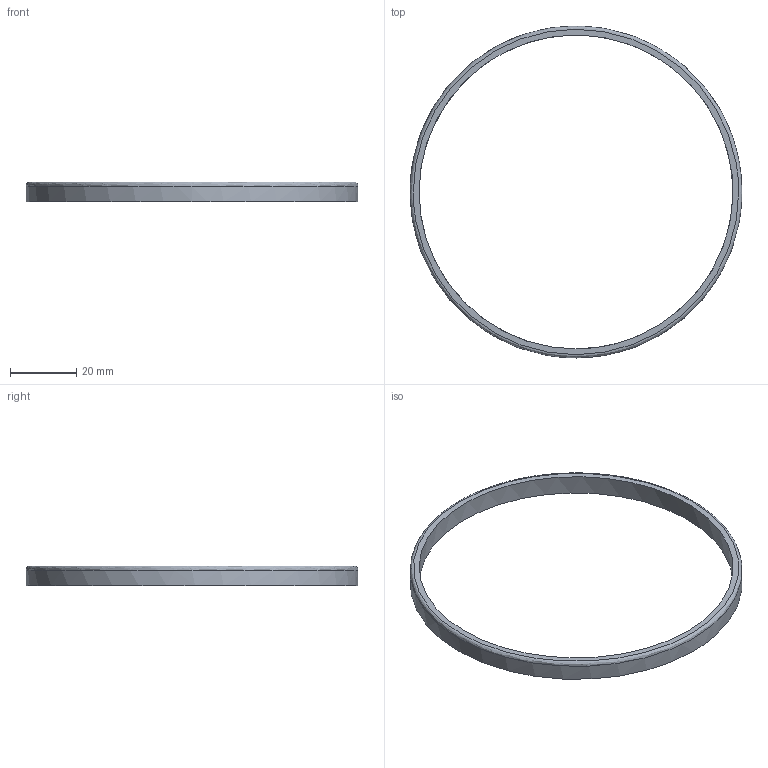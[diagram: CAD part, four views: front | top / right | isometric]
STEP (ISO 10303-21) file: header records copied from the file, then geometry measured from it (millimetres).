
FILE_DESCRIPTION(/* description */ (''),/* implementation_level */ '2;1');
FILE_NAME(/* name */ 'FPHSat1Ring.stp',/* time_stamp */ '2025-01-25T20:39:36-06:00',/* author */ (''),/* organization */ (''),/* preprocessor_version */ 'ST-DEVELOPER v15.2',/* originating_system */ 'Autodesk Translator Framework v2.0.0.5431',/* authorisation */ '');
FILE_SCHEMA (('AUTOMOTIVE_DESIGN { 1 0 10303 214 3 1 1 }'));
Length unit declared in the file: centimetre
Products named in the file (1): FPHSat1Ring
Bounding box: 99.99 x 99.99 x 5.99 mm (x, y, z)
Volume: 4896.3 mm3; surface area: 5177.8 mm2
Topology: 1 solids, 1 shells, 5 faces, 14 edges, 11 vertices
Faces by surface type: bspline 3, plane 2
Entity records: 306 total; most frequent: CARTESIAN_POINT 153, ORIENTED_EDGE 28, DIRECTION 28, EDGE_CURVE 14, AXIS2_PLACEMENT_3D 14, ELLIPSE 11, VERTEX_POINT 11, EDGE_LOOP 7
